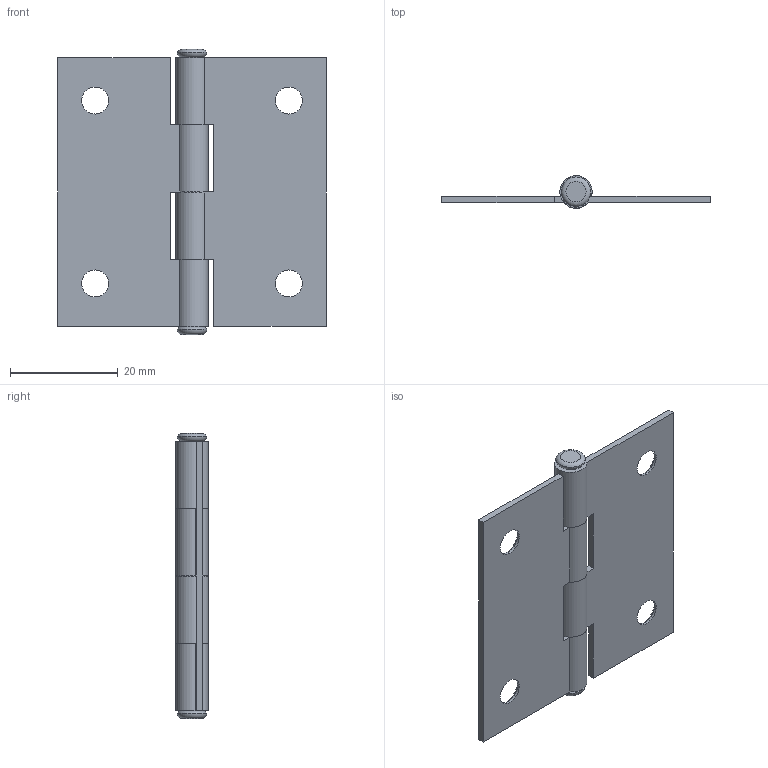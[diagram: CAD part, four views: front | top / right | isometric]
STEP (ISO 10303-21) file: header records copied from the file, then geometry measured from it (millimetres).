
FILE_DESCRIPTION(/* description */ (''),/* implementation_level */ '2;1');
FILE_NAME(/* name */ 'HH5050-12.stp',/* time_stamp */ '2026-02-24T17:04:25+09:00',/* author */ ('user'),/* organization */ (''),/* preprocessor_version */ 'ST-DEVELOPER v15.6',/* originating_system */ 'Autodesk Inventor 2015',/* authorisation */ '');
FILE_SCHEMA (('AUTOMOTIVE_DESIGN { 1 0 10303 214 3 1 1 }'));
Length unit declared in the file: millimetre
Products named in the file (3): HH5050-12_날개; HH5050-12_핀; HH5050-12
Bounding box: 50 x 6 x 53 mm (x, y, z)
Volume: 3943 mm3; surface area: 6867 mm2
Topology: 3 solids, 3 shells, 48 faces, 122 edges, 81 vertices
Faces by surface type: plane 27, cylinder 13, cone 4, torus 4
Full cylindrical faces by diameter (mm): 3.6 x1, 5 x4
Entity records: 832 total; most frequent: DIRECTION 144, CARTESIAN_POINT 130, ORIENTED_EDGE 110, EDGE_CURVE 55, AXIS2_PLACEMENT_3D 55, EDGE_LOOP 42, VERTEX_POINT 41, LINE 34
